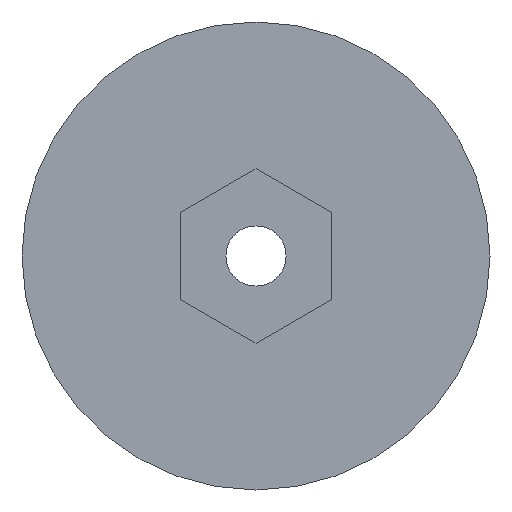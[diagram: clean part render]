
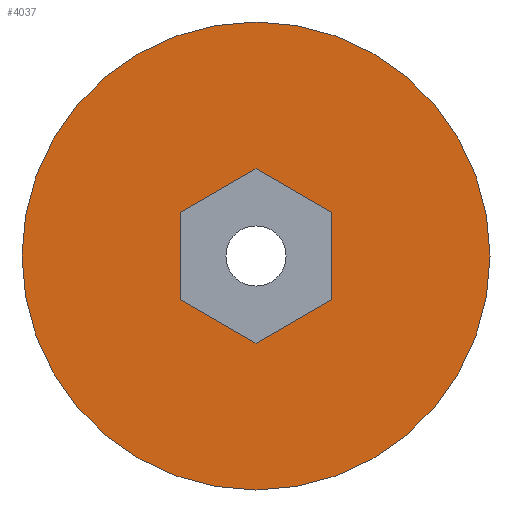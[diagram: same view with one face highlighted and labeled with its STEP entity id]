
A CAD part, left-side view. The second image highlights one B-rep face of the part: STEP entity #4037.
In plain terms, the highlighted planar face has unit normal (-1, 0, 0).
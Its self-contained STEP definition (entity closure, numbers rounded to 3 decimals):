
#115=CARTESIAN_POINT('',(0.,0.,0.));
#116=DIRECTION('',(-1.,0.,0.));
#117=DIRECTION('',(0.,1.,0.));
#118=AXIS2_PLACEMENT_3D('',#115,#116,#117);
#120=CARTESIAN_POINT('',(0.,0.,0.));
#121=DIRECTION('',(-1.,0.,0.));
#122=DIRECTION('',(0.,-1.,0.));
#123=AXIS2_PLACEMENT_3D('',#120,#121,#122);
#125=DIRECTION('',(0.,-0.866,-0.5));
#126=VECTOR('',#125,2.309);
#127=CARTESIAN_POINT('',(0.,0.,2.309));
#128=LINE('',#127,#126);
#129=DIRECTION('',(0.,-0.866,0.5));
#130=VECTOR('',#129,2.309);
#131=CARTESIAN_POINT('',(0.,2.,1.155));
#132=LINE('',#131,#130);
#133=DIRECTION('',(0.,0.,1.));
#134=VECTOR('',#133,2.309);
#135=CARTESIAN_POINT('',(0.,2.,-1.155));
#136=LINE('',#135,#134);
#137=DIRECTION('',(0.,0.866,0.5));
#138=VECTOR('',#137,2.309);
#139=CARTESIAN_POINT('',(0.,0.,-2.309));
#140=LINE('',#139,#138);
#141=DIRECTION('',(0.,0.866,-0.5));
#142=VECTOR('',#141,2.309);
#143=CARTESIAN_POINT('',(0.,-2.,-1.155));
#144=LINE('',#143,#142);
#145=DIRECTION('',(0.,0.,-1.));
#146=VECTOR('',#145,2.309);
#147=CARTESIAN_POINT('',(0.,-2.,1.155));
#148=LINE('',#147,#146);
#3944=CARTESIAN_POINT('',(0.,0.,2.309));
#3945=CARTESIAN_POINT('',(0.,-2.,1.155));
#3946=VERTEX_POINT('',#3944);
#3947=VERTEX_POINT('',#3945);
#3948=CARTESIAN_POINT('',(0.,-2.,-1.155));
#3949=VERTEX_POINT('',#3948);
#3950=CARTESIAN_POINT('',(0.,0.,-2.309));
#3951=VERTEX_POINT('',#3950);
#3952=CARTESIAN_POINT('',(0.,2.,-1.155));
#3953=VERTEX_POINT('',#3952);
#3954=CARTESIAN_POINT('',(0.,2.,1.155));
#3955=VERTEX_POINT('',#3954);
#3972=CARTESIAN_POINT('',(0.,6.195,0.));
#3973=CARTESIAN_POINT('',(0.,-6.195,0.));
#3974=VERTEX_POINT('',#3972);
#3975=VERTEX_POINT('',#3973);
#4012=CARTESIAN_POINT('',(0.,0.,0.));
#4013=DIRECTION('',(1.,0.,0.));
#4014=DIRECTION('',(0.,-1.,0.));
#4015=AXIS2_PLACEMENT_3D('',#4012,#4013,#4014);
#4016=PLANE('',#4015);
#4018=ORIENTED_EDGE('',*,*,#4017,.F.);
#4020=ORIENTED_EDGE('',*,*,#4019,.F.);
#4021=EDGE_LOOP('',(#4018,#4020));
#4022=FACE_OUTER_BOUND('',#4021,.F.);
#4024=ORIENTED_EDGE('',*,*,#4023,.F.);
#4026=ORIENTED_EDGE('',*,*,#4025,.F.);
#4028=ORIENTED_EDGE('',*,*,#4027,.F.);
#4030=ORIENTED_EDGE('',*,*,#4029,.F.);
#4032=ORIENTED_EDGE('',*,*,#4031,.F.);
#4034=ORIENTED_EDGE('',*,*,#4033,.F.);
#4035=EDGE_LOOP('',(#4024,#4026,#4028,#4030,#4032,#4034));
#4036=FACE_BOUND('',#4035,.F.);
#119=CIRCLE('',#118,6.195);
#124=CIRCLE('',#123,6.195);
#4017=EDGE_CURVE('',#3974,#3975,#119,.T.);
#4019=EDGE_CURVE('',#3975,#3974,#124,.T.);
#4023=EDGE_CURVE('',#3946,#3947,#128,.T.);
#4025=EDGE_CURVE('',#3955,#3946,#132,.T.);
#4027=EDGE_CURVE('',#3953,#3955,#136,.T.);
#4029=EDGE_CURVE('',#3951,#3953,#140,.T.);
#4031=EDGE_CURVE('',#3949,#3951,#144,.T.);
#4033=EDGE_CURVE('',#3947,#3949,#148,.T.);
#4037=ADVANCED_FACE('',(#4022,#4036),#4016,.F.);
